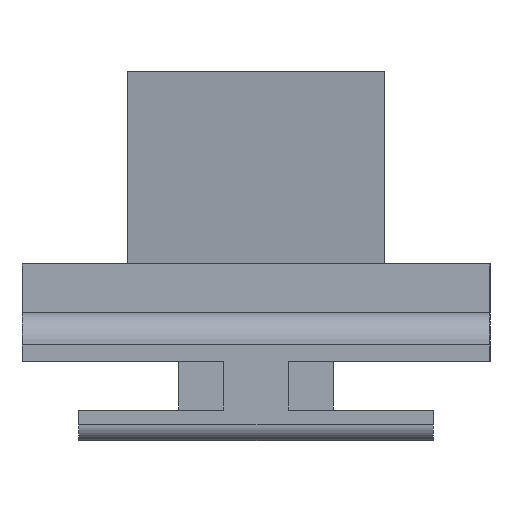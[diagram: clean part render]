
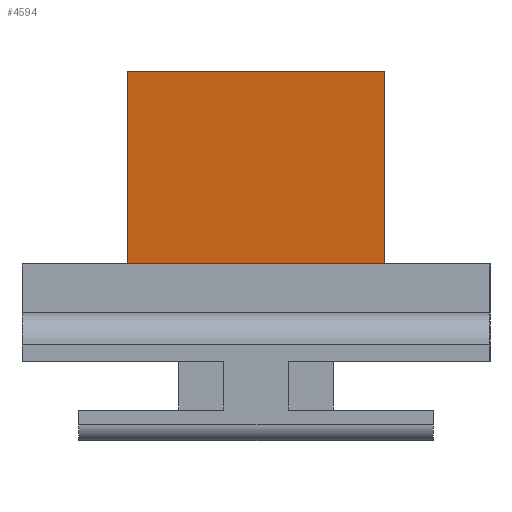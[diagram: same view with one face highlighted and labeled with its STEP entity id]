
A CAD part, left-side view. The second image highlights one B-rep face of the part: STEP entity #4594.
In plain terms, the highlighted planar face has unit normal (-0.988, 0.156, 0).
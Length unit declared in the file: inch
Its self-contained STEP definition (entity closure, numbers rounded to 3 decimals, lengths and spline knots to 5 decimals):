
#4581=AXIS2_PLACEMENT_3D('Plane Axis2P3D',#4578,#4579,#4580) ;
#4466=CARTESIAN_POINT('Vertex',(0.401,0.41,1.438)) ;
#4480=CARTESIAN_POINT('Vertex',(0.55938,1.41,1.438)) ;
#4483=CARTESIAN_POINT('Line Origine',(0.48019,0.91,1.438)) ;
#4507=CARTESIAN_POINT('Vertex',(0.401,0.41,0.688)) ;
#4515=CARTESIAN_POINT('Line Origine',(0.401,0.41,1.063)) ;
#4558=CARTESIAN_POINT('Line Origine',(0.55938,1.41,1.063)) ;
#4562=CARTESIAN_POINT('Vertex',(0.55938,1.41,0.688)) ;
#4578=CARTESIAN_POINT('Axis2P3D Location',(0.401,0.41,1.438)) ;
#4583=CARTESIAN_POINT('Line Origine',(0.48019,0.91,0.688)) ;
#4484=DIRECTION('Vector Direction',(0.156,0.988,0.)) ;
#4516=DIRECTION('Vector Direction',(0.,0.,1.)) ;
#4559=DIRECTION('Vector Direction',(0.,0.,1.)) ;
#4579=DIRECTION('Axis2P3D Direction',(0.988,-0.156,0.)) ;
#4580=DIRECTION('Axis2P3D XDirection',(-0.156,-0.988,0.)) ;
#4584=DIRECTION('Vector Direction',(-0.156,-0.988,0.)) ;
#4485=VECTOR('Line Direction',#4484,0.03937) ;
#4517=VECTOR('Line Direction',#4516,0.03937) ;
#4560=VECTOR('Line Direction',#4559,0.03937) ;
#4585=VECTOR('Line Direction',#4584,0.03937) ;
#4589=ORIENTED_EDGE('',*,*,#4564,.F.) ;
#4590=ORIENTED_EDGE('',*,*,#4587,.T.) ;
#4591=ORIENTED_EDGE('',*,*,#4519,.T.) ;
#4592=ORIENTED_EDGE('',*,*,#4487,.T.) ;
#4594=ADVANCED_FACE('PartBody ( *SOL290 - wsp *MASTER -  )',(#4593),#4582,.F.) ;
#4487=EDGE_CURVE('',#4467,#4481,#4486,.T.) ;
#4519=EDGE_CURVE('',#4508,#4467,#4518,.T.) ;
#4564=EDGE_CURVE('',#4563,#4481,#4561,.T.) ;
#4587=EDGE_CURVE('',#4563,#4508,#4586,.T.) ;
#4588=EDGE_LOOP('',(#4589,#4590,#4591,#4592)) ;
#4593=FACE_OUTER_BOUND('',#4588,.T.) ;
#4486=LINE('Line',#4483,#4485) ;
#4518=LINE('Line',#4515,#4517) ;
#4561=LINE('Line',#4558,#4560) ;
#4586=LINE('Line',#4583,#4585) ;
#4582=PLANE('',#4581) ;
#4467=VERTEX_POINT('',#4466) ;
#4481=VERTEX_POINT('',#4480) ;
#4508=VERTEX_POINT('',#4507) ;
#4563=VERTEX_POINT('',#4562) ;
